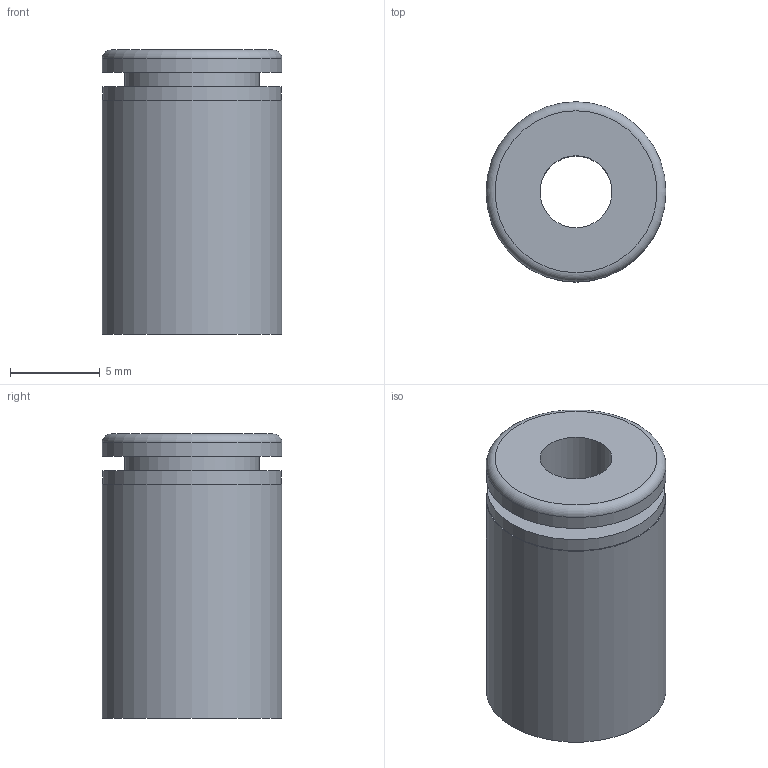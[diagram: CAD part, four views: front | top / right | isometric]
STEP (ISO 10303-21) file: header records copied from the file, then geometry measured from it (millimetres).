
FILE_DESCRIPTION(/* description */ (''),/* implementation_level */ '2;1');
FILE_NAME(/* name */ 'Fitting.ipt.step',/* time_stamp */ '2020-04-16T23:13:05-04:00',/* author */ ('Jordan'),/* organization */ (''),/* preprocessor_version */ 'ST-DEVELOPER v17',/* originating_system */ 'Autodesk Inventor 2019',/* authorisation */ '');
FILE_SCHEMA (('AUTOMOTIVE_DESIGN { 1 0 10303 214 3 1 1 }'));
Length unit declared in the file: millimetre
Products named in the file (1): Fitting
Bounding box: 10 x 10 x 15.8 mm (x, y, z)
Volume: 1012.1 mm3; surface area: 882.2 mm2
Topology: 1 solids, 1 shells, 11 faces, 28 edges, 22 vertices
Faces by surface type: cylinder 5, plane 5, torus 1
Full cylindrical faces by diameter (mm): 4 x1, 7.5 x1, 9.9 x1, 10 x2
Entity records: 408 total; most frequent: DIRECTION 75, CARTESIAN_POINT 62, ORIENTED_EDGE 56, AXIS2_PLACEMENT_3D 35, EDGE_CURVE 28, CIRCLE 23, VERTEX_POINT 22, EDGE_LOOP 16
